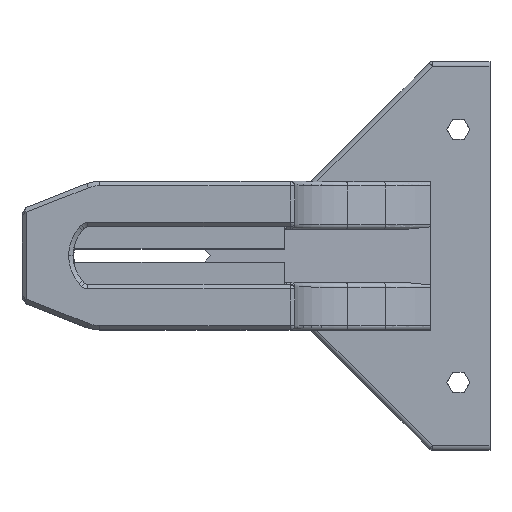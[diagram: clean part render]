
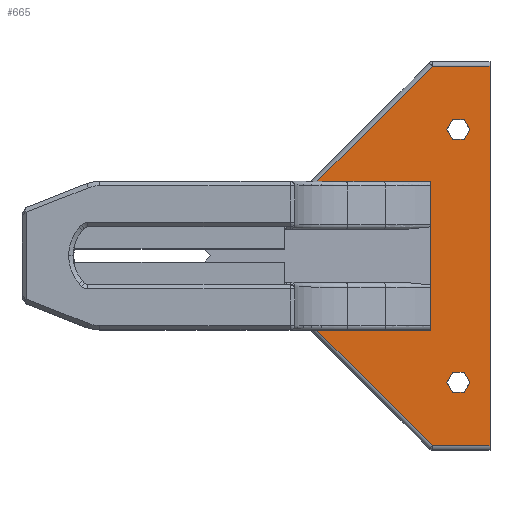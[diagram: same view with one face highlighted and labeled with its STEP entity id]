
A CAD part, top view. The second image highlights one B-rep face of the part: STEP entity #665.
In plain terms, the highlighted planar face has unit normal (0, 0, 1).
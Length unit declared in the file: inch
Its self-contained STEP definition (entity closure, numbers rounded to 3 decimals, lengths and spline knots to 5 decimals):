
#665=ADVANCED_FACE('',(#1385,#1386,#1387),#1388,.T.);
#1385=FACE_OUTER_BOUND('',#2461,.T.);
#1386=FACE_BOUND('',#2462,.T.);
#1387=FACE_BOUND('',#2463,.T.);
#1388=PLANE('',#2464);
#2461=EDGE_LOOP('',(#4452,#4453,#4454,#4455,#4456,#4457,#4458,#4459,#4460,#4461));
#2462=EDGE_LOOP('',(#4462,#4463,#4464,#4465,#4466,#4467));
#2463=EDGE_LOOP('',(#4468,#4469,#4470,#4471,#4472,#4473));
#2464=AXIS2_PLACEMENT_3D('',#4474,#4475,#4476);
#4452=ORIENTED_EDGE('',*,*,#5343,.F.);
#4453=ORIENTED_EDGE('',*,*,#5431,.F.);
#4454=ORIENTED_EDGE('',*,*,#5585,.F.);
#4455=ORIENTED_EDGE('',*,*,#5118,.F.);
#4456=ORIENTED_EDGE('',*,*,#5560,.F.);
#4457=ORIENTED_EDGE('',*,*,#5703,.F.);
#4458=ORIENTED_EDGE('',*,*,#5906,.T.);
#4459=ORIENTED_EDGE('',*,*,#5899,.T.);
#4460=ORIENTED_EDGE('',*,*,#5140,.T.);
#4461=ORIENTED_EDGE('',*,*,#5607,.T.);
#4462=ORIENTED_EDGE('',*,*,#5436,.T.);
#4463=ORIENTED_EDGE('',*,*,#5907,.T.);
#4464=ORIENTED_EDGE('',*,*,#5655,.T.);
#4465=ORIENTED_EDGE('',*,*,#5500,.T.);
#4466=ORIENTED_EDGE('',*,*,#5892,.T.);
#4467=ORIENTED_EDGE('',*,*,#5908,.T.);
#4468=ORIENTED_EDGE('',*,*,#5321,.F.);
#4469=ORIENTED_EDGE('',*,*,#5909,.F.);
#4470=ORIENTED_EDGE('',*,*,#5473,.F.);
#4471=ORIENTED_EDGE('',*,*,#5910,.F.);
#4472=ORIENTED_EDGE('',*,*,#5174,.F.);
#4473=ORIENTED_EDGE('',*,*,#5911,.F.);
#4474=CARTESIAN_POINT('',(-0.4582,1.00492,0.79232));
#4475=DIRECTION('',(0.0,0.0,1.0));
#4476=DIRECTION('',(1.0,0.0,0.0));
#5118=EDGE_CURVE('',#6071,#6073,#6074,.T.);
#5140=EDGE_CURVE('',#6114,#6112,#6115,.T.);
#5174=EDGE_CURVE('',#6174,#6176,#6177,.T.);
#5321=EDGE_CURVE('',#6422,#6424,#6425,.T.);
#5343=EDGE_CURVE('',#6460,#6462,#6463,.T.);
#5431=EDGE_CURVE('',#6208,#6460,#6606,.T.);
#5436=EDGE_CURVE('',#6614,#6612,#6615,.T.);
#5473=EDGE_CURVE('',#6672,#6674,#6675,.T.);
#5500=EDGE_CURVE('',#6718,#6716,#6719,.T.);
#5560=EDGE_CURVE('',#6808,#6071,#6810,.T.);
#5585=EDGE_CURVE('',#6073,#6208,#6843,.T.);
#5607=EDGE_CURVE('',#6112,#6462,#6875,.T.);
#5655=EDGE_CURVE('',#6945,#6718,#6946,.T.);
#5703=EDGE_CURVE('',#7011,#6808,#7012,.T.);
#5892=EDGE_CURVE('',#6716,#7245,#7247,.T.);
#5899=EDGE_CURVE('',#6668,#6114,#7256,.T.);
#5906=EDGE_CURVE('',#7011,#6668,#7263,.T.);
#5907=EDGE_CURVE('',#6612,#6945,#7264,.T.);
#5908=EDGE_CURVE('',#7245,#6614,#7265,.T.);
#5909=EDGE_CURVE('',#6674,#6422,#7266,.T.);
#5910=EDGE_CURVE('',#6176,#6672,#7267,.T.);
#5911=EDGE_CURVE('',#6424,#6174,#7268,.T.);
#6071=VERTEX_POINT('',#7497);
#6073=VERTEX_POINT('',#7499);
#6074=LINE('',#7500,#7501);
#6112=VERTEX_POINT('',#7562);
#6114=VERTEX_POINT('',#7564);
#6115=LINE('',#7565,#7566);
#6174=VERTEX_POINT('',#7728);
#6176=VERTEX_POINT('',#7731);
#6177=LINE('',#7732,#7733);
#6208=VERTEX_POINT('',#7776);
#6422=VERTEX_POINT('',#8178);
#6424=VERTEX_POINT('',#8181);
#6425=LINE('',#8182,#8183);
#6460=VERTEX_POINT('',#8258);
#6462=VERTEX_POINT('',#8260);
#6463=LINE('',#8261,#8262);
#6606=LINE('',#8608,#8609);
#6612=VERTEX_POINT('',#8617);
#6614=VERTEX_POINT('',#8620);
#6615=LINE('',#8621,#8622);
#6668=VERTEX_POINT('',#8745);
#6672=VERTEX_POINT('',#8749);
#6674=VERTEX_POINT('',#8752);
#6675=LINE('',#8753,#8754);
#6716=VERTEX_POINT('',#8847);
#6718=VERTEX_POINT('',#8850);
#6719=LINE('',#8851,#8852);
#6808=VERTEX_POINT('',#9001);
#6810=LINE('',#9004,#9005);
#6843=LINE('',#9050,#9051);
#6875=LINE('',#9129,#9130);
#6945=VERTEX_POINT('',#9269);
#6946=LINE('',#9270,#9271);
#7011=VERTEX_POINT('',#9508);
#7012=LINE('',#9509,#9510);
#7245=VERTEX_POINT('',#9989);
#7247=LINE('',#9992,#9993);
#7256=LINE('',#10005,#10006);
#7263=LINE('',#10015,#10016);
#7264=LINE('',#10017,#10018);
#7265=LINE('',#10019,#10020);
#7266=LINE('',#10021,#10022);
#7267=LINE('',#10023,#10024);
#7268=LINE('',#10025,#10026);
#7497=CARTESIAN_POINT('',(-0.44298,0.3937,0.79232));
#7499=CARTESIAN_POINT('',(-0.9164,0.3937,0.79232));
#7500=CARTESIAN_POINT('',(-0.44298,0.3937,0.79232));
#7501=VECTOR('',#10280,10.0);
#7562=CARTESIAN_POINT('',(-0.30518,-1.00492,0.79232));
#7564=CARTESIAN_POINT('',(-0.9164,-0.3937,0.79232));
#7565=CARTESIAN_POINT('',(-0.9164,-0.3937,0.79232));
#7566=VECTOR('',#10307,10.0);
#7728=CARTESIAN_POINT('',(-0.22869,0.66929,0.79232));
#7731=CARTESIAN_POINT('',(-0.19801,0.61614,0.79232));
#7732=CARTESIAN_POINT('',(-0.22869,0.66929,0.79232));
#7733=VECTOR('',#10345,10.0);
#7776=CARTESIAN_POINT('',(-0.30518,1.00492,0.79232));
#8178=CARTESIAN_POINT('',(-0.13664,0.72244,0.79232));
#8181=CARTESIAN_POINT('',(-0.19801,0.72244,0.79232));
#8182=CARTESIAN_POINT('',(-0.13664,0.72244,0.79232));
#8183=VECTOR('',#10532,10.0);
#8258=CARTESIAN_POINT('',(0.,1.00492,0.79232));
#8260=CARTESIAN_POINT('',(0.,-1.00492,0.79232));
#8261=CARTESIAN_POINT('',(0.,1.00492,0.79232));
#8262=VECTOR('',#10567,10.0);
#8608=CARTESIAN_POINT('',(-0.30518,1.00492,0.79232));
#8609=VECTOR('',#10680,10.0);
#8617=CARTESIAN_POINT('',(-0.19801,-0.72244,0.79232));
#8620=CARTESIAN_POINT('',(-0.13664,-0.72244,0.79232));
#8621=CARTESIAN_POINT('',(-0.13664,-0.72244,0.79232));
#8622=VECTOR('',#10684,10.0);
#8745=CARTESIAN_POINT('',(-0.44298,-0.3937,0.79232));
#8749=CARTESIAN_POINT('',(-0.13664,0.61614,0.79232));
#8752=CARTESIAN_POINT('',(-0.10595,0.66929,0.79232));
#8753=CARTESIAN_POINT('',(-0.13664,0.61614,0.79232));
#8754=VECTOR('',#10735,10.0);
#8847=CARTESIAN_POINT('',(-0.13664,-0.61614,0.79232));
#8850=CARTESIAN_POINT('',(-0.19801,-0.61614,0.79232));
#8851=CARTESIAN_POINT('',(-0.19801,-0.61614,0.79232));
#8852=VECTOR('',#10770,10.0);
#9001=CARTESIAN_POINT('',(-0.31496,0.3937,0.79232));
#9004=CARTESIAN_POINT('',(-0.31496,0.3937,0.79232));
#9005=VECTOR('',#10835,10.0);
#9050=CARTESIAN_POINT('',(-0.9164,0.3937,0.79232));
#9051=VECTOR('',#10866,10.0);
#9129=CARTESIAN_POINT('',(-0.30518,-1.00492,0.79232));
#9130=VECTOR('',#10889,10.0);
#9269=CARTESIAN_POINT('',(-0.22869,-0.66929,0.79232));
#9270=CARTESIAN_POINT('',(-0.22869,-0.66929,0.79232));
#9271=VECTOR('',#10947,10.0);
#9508=CARTESIAN_POINT('',(-0.31496,-0.3937,0.79232));
#9509=CARTESIAN_POINT('',(-0.31496,-0.3937,0.79232));
#9510=VECTOR('',#10995,10.0);
#9989=CARTESIAN_POINT('',(-0.10595,-0.66929,0.79232));
#9992=CARTESIAN_POINT('',(-0.13664,-0.61614,0.79232));
#9993=VECTOR('',#11190,10.0);
#10005=CARTESIAN_POINT('',(-0.44298,-0.3937,0.79232));
#10006=VECTOR('',#11197,10.0);
#10015=CARTESIAN_POINT('',(-0.31496,-0.3937,0.79232));
#10016=VECTOR('',#11200,10.0);
#10017=CARTESIAN_POINT('',(-0.19801,-0.72244,0.79232));
#10018=VECTOR('',#11201,10.0);
#10019=CARTESIAN_POINT('',(-0.10595,-0.66929,0.79232));
#10020=VECTOR('',#11202,10.0);
#10021=CARTESIAN_POINT('',(-0.10595,0.66929,0.79232));
#10022=VECTOR('',#11203,10.0);
#10023=CARTESIAN_POINT('',(-0.19801,0.61614,0.79232));
#10024=VECTOR('',#11204,10.0);
#10025=CARTESIAN_POINT('',(-0.19801,0.72244,0.79232));
#10026=VECTOR('',#11205,10.0);
#10280=DIRECTION('',(-1.0,0.0,0.0));
#10307=DIRECTION('',(0.707,-0.707,0.0));
#10345=DIRECTION('',(0.5,-0.866,0.0));
#10532=DIRECTION('',(-1.0,0.0,0.0));
#10567=DIRECTION('',(0.,-1.0,0.0));
#10680=DIRECTION('',(1.0,0.0,0.0));
#10684=DIRECTION('',(-1.0,0.0,0.0));
#10735=DIRECTION('',(0.5,0.866,0.0));
#10770=DIRECTION('',(1.0,0.0,0.0));
#10835=DIRECTION('',(-1.0,0.0,0.0));
#10866=DIRECTION('',(0.707,0.707,0.0));
#10889=DIRECTION('',(1.0,0.0,0.0));
#10947=DIRECTION('',(0.5,0.866,0.0));
#10995=DIRECTION('',(0.0,1.0,0.0));
#11190=DIRECTION('',(0.5,-0.866,0.0));
#11197=DIRECTION('',(-1.0,0.,0.0));
#11200=DIRECTION('',(-1.0,0.0,0.0));
#11201=DIRECTION('',(-0.5,0.866,0.0));
#11202=DIRECTION('',(-0.5,-0.866,0.0));
#11203=DIRECTION('',(-0.5,0.866,0.0));
#11204=DIRECTION('',(1.0,0.0,0.0));
#11205=DIRECTION('',(-0.5,-0.866,0.0));
